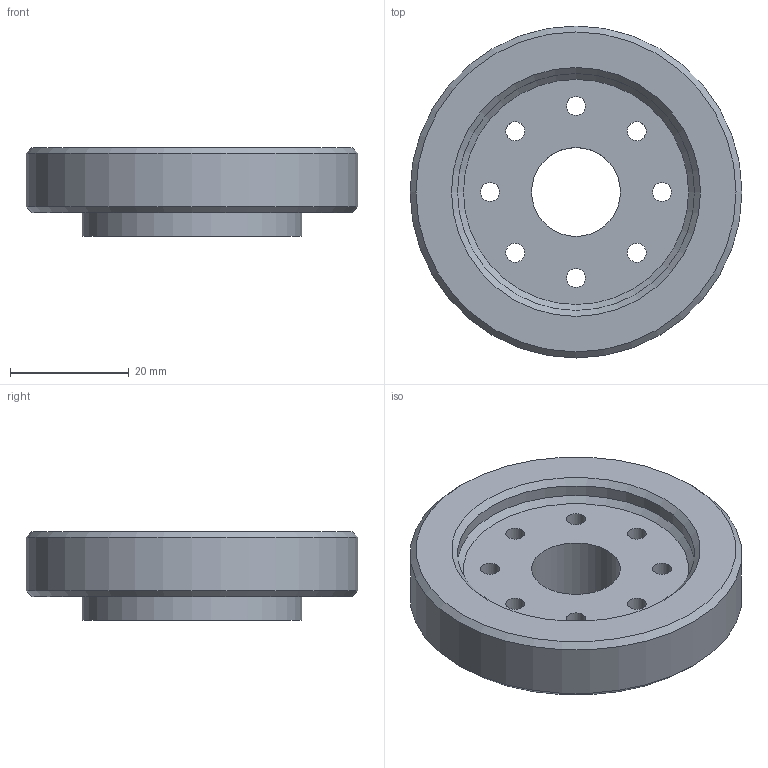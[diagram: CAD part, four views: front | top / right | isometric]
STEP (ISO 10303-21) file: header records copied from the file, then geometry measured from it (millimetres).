
FILE_DESCRIPTION(/* description */ (''),/* implementation_level */ '2;1');
FILE_NAME(/* name */ '',/* time_stamp */ '2025-08-28T09:44:28+08:00',/* author */ ('Piw'),/* organization */ (''),/* preprocessor_version */ 'ST-DEVELOPER v20',/* originating_system */ 'Autodesk Inventor 2025',/* authorisation */ '');
FILE_SCHEMA (('AUTOMOTIVE_DESIGN { 1 0 10303 214 3 1 1 }'));
Length unit declared in the file: millimetre
Products named in the file (1): 内轮
Bounding box: 56 x 56 x 15 mm (x, y, z)
Volume: 22366.5 mm3; surface area: 8915.3 mm2
Topology: 1 solids, 1 shells, 22 faces, 51 edges, 34 vertices
Faces by surface type: cylinder 13, plane 5, cone 4
Full cylindrical faces by diameter (mm): 3.2 x8, 15 x1, 37 x1, 40 x1, 46 x1, 56 x1
Entity records: 728 total; most frequent: DIRECTION 131, CARTESIAN_POINT 108, ORIENTED_EDGE 102, AXIS2_PLACEMENT_3D 57, EDGE_CURVE 51, EDGE_LOOP 43, CIRCLE 34, VERTEX_POINT 34
